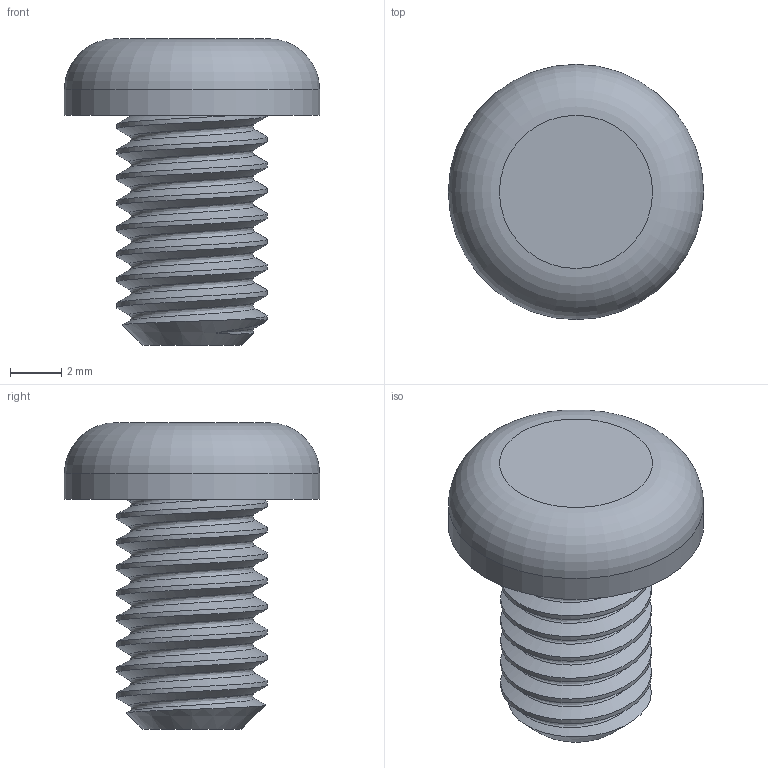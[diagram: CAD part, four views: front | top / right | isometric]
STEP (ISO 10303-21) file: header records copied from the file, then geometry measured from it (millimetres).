
FILE_DESCRIPTION(('FreeCAD Model'),'2;1');
FILE_NAME('Open CASCADE Shape Model','2024-05-20T18:23:59',('Author'),( ''),'Open CASCADE STEP processor 7.6','FreeCAD','Unknown');
FILE_SCHEMA(('AUTOMOTIVE_DESIGN { 1 0 10303 214 1 1 1 1 }'));
Length unit declared in the file: millimetre
Products named in the file (1): Body
Bounding box: 10 x 10 x 12 mm (x, y, z)
Volume: 410.1 mm3; surface area: 452.3 mm2
Topology: 1 solids, 1 shells, 49 faces, 110 edges, 52 vertices
Faces by surface type: bspline 29, cylinder 11, plane 6, cone 2, torus 1
Full cylindrical faces by diameter (mm): 5.9 x8, 10 x1
Entity records: 4059 total; most frequent: CARTESIAN_POINT 3301, ORIENTED_EDGE 194, EDGE_CURVE 97, DIRECTION 76, B_SPLINE_CURVE_WITH_KNOTS 56, VERTEX_POINT 52, FACE_BOUND 51, EDGE_LOOP 51
